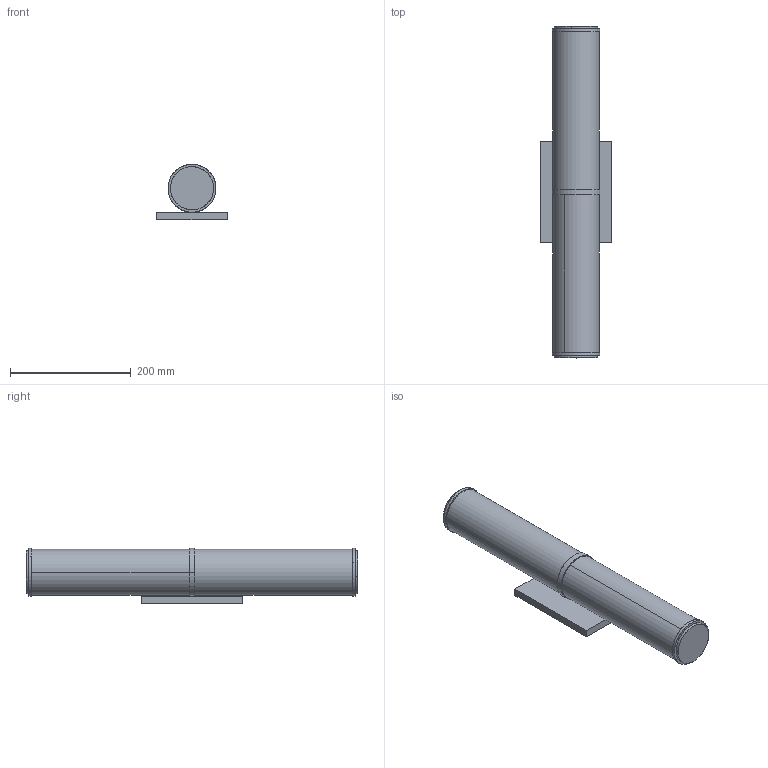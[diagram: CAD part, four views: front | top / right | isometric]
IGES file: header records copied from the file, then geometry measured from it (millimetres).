
Start section: SolidWorks IGES file using analytic representation for surfaces
Global section: file name: MINIS -  Mini Endless Sconce.IGS; native system: SolidWorks 2015; preprocessor: SolidWorks 2015; author: Design; date: 190201.160540; units: inch
Bounding box: 117.47 x 549.27 x 91.76 mm (x, y, z)
Surface area: 190554.1 mm2 (no closed solid volume)
Topology: 0 solids, 0 shells, 88 faces, 2120 edges, 2120 vertices
Faces by surface type: revolution 62, bspline 26
